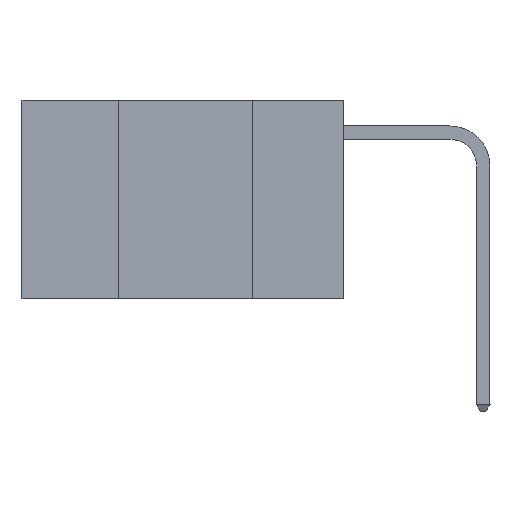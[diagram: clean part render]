
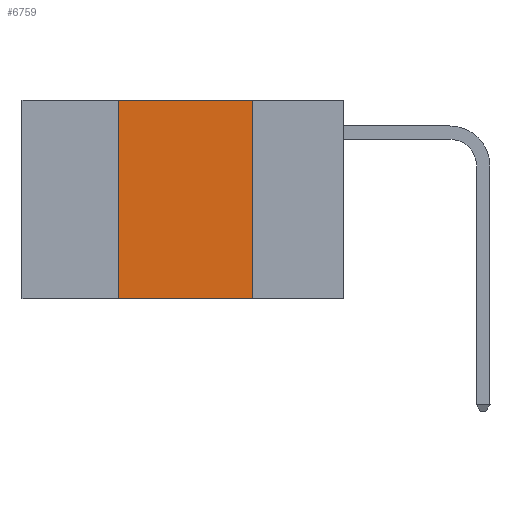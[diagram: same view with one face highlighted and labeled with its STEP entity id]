
A CAD part, left-side view. The second image highlights one B-rep face of the part: STEP entity #6759.
In plain terms, the highlighted planar face has unit normal (-1, 0, 0).
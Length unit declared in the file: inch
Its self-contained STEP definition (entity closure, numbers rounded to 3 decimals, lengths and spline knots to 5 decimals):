
#13 = EDGE_CURVE ( 'NONE', #6674, #9544, #1393, .T. ) ;
#581 = CARTESIAN_POINT ( 'NONE',  ( 0., 0.6, 0. ) ) ;
#1121 = DIRECTION ( 'NONE',  ( 0., 0., -1. ) ) ;
#1393 = LINE ( 'NONE', #4435, #10498 ) ;
#1866 = DIRECTION ( 'NONE',  ( 0., -1., 0. ) ) ;
#2072 = CARTESIAN_POINT ( 'NONE',  ( 0., 0.42, 0. ) ) ;
#2152 = VECTOR ( 'NONE', #9675, 39.37008 ) ;
#2387 = DIRECTION ( 'NONE',  ( 0., 0., -1. ) ) ;
#2754 = AXIS2_PLACEMENT_3D ( 'NONE', #581, #7692, #2387 ) ;
#2957 = ORIENTED_EDGE ( 'NONE', *, *, #8790, .F. ) ;
#3557 = LINE ( 'NONE', #8946, #6483 ) ;
#3773 = FACE_OUTER_BOUND ( 'NONE', #6896, .T. ) ;
#3825 = EDGE_CURVE ( 'NONE', #6674, #7197, #4489, .T. ) ;
#4042 = CARTESIAN_POINT ( 'NONE',  ( 0., 0.42, -0.37 ) ) ;
#4243 = ORIENTED_EDGE ( 'NONE', *, *, #13, .T. ) ;
#4300 = CARTESIAN_POINT ( 'NONE',  ( 0., 0.42, 0. ) ) ;
#4435 = CARTESIAN_POINT ( 'NONE',  ( 0., 0.6, -0.37 ) ) ;
#4489 = LINE ( 'NONE', #4300, #2152 ) ;
#4824 = VECTOR ( 'NONE', #1121, 39.37008 ) ;
#5900 = PLANE ( 'NONE',  #2754 ) ;
#6150 = CARTESIAN_POINT ( 'NONE',  ( 0., 0.17, 0. ) ) ;
#6483 = VECTOR ( 'NONE', #1866, 39.37008 ) ;
#6674 = VERTEX_POINT ( 'NONE', #4042 ) ;
#6759 = ADVANCED_FACE ( 'NONE', ( #3773 ), #5900, .F. ) ;
#6896 = EDGE_LOOP ( 'NONE', ( #2957, #7814, #9461, #4243 ) ) ;
#7192 = LINE ( 'NONE', #10750, #4824 ) ;
#7197 = VERTEX_POINT ( 'NONE', #2072 ) ;
#7692 = DIRECTION ( 'NONE',  ( 1., 0., 0. ) ) ;
#7814 = ORIENTED_EDGE ( 'NONE', *, *, #9977, .F. ) ;
#8790 = EDGE_CURVE ( 'NONE', #10545, #9544, #7192, .T. ) ;
#8946 = CARTESIAN_POINT ( 'NONE',  ( 0., 0.6, 0. ) ) ;
#9260 = CARTESIAN_POINT ( 'NONE',  ( 0., 0.17, -0.37 ) ) ;
#9461 = ORIENTED_EDGE ( 'NONE', *, *, #3825, .F. ) ;
#9544 = VERTEX_POINT ( 'NONE', #9260 ) ;
#9675 = DIRECTION ( 'NONE',  ( 0., 0., 1. ) ) ;
#9758 = DIRECTION ( 'NONE',  ( 0., -1., 0. ) ) ;
#9977 = EDGE_CURVE ( 'NONE', #7197, #10545, #3557, .T. ) ;
#10498 = VECTOR ( 'NONE', #9758, 39.37008 ) ;
#10545 = VERTEX_POINT ( 'NONE', #6150 ) ;
#10750 = CARTESIAN_POINT ( 'NONE',  ( 0., 0.17, 0. ) ) ;
